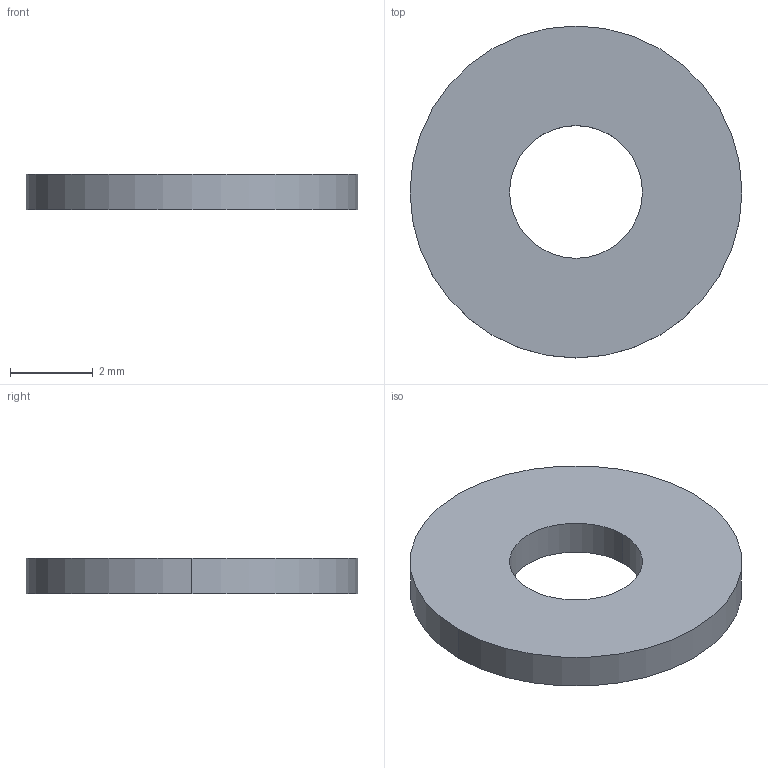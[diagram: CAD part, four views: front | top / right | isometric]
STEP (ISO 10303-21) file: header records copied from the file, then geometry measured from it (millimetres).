
FILE_DESCRIPTION (( 'STEP AP214' ), '1' );
FILE_NAME ('40234-F_TXP-Gripper Pivot Washer.STEP', '2017-03-28T20:29:49', ( '' ), ( '' ), 'SwSTEP 2.0', 'SolidWorks 2016', '' );
FILE_SCHEMA (( 'AUTOMOTIVE_DESIGN' ));
Length unit declared in the file: millimetre
Products named in the file (2): 40234-F_TXP-Gripper Pivot Washer
Bounding box: 8 x 8 x 0.85 mm (x, y, z)
Volume: 35.9 mm3; surface area: 114.4 mm2
Topology: 1 solids, 1 shells, 6 faces, 12 edges, 8 vertices
Faces by surface type: cylinder 4, plane 2
Entity records: 283 total; most frequent: DIRECTION 36, CARTESIAN_POINT 28, ORIENTED_EDGE 24, AXIS2_PLACEMENT_3D 16, EDGE_CURVE 12, UNCERTAINTY_MEASURE_WITH_UNIT 9, COLOUR_RGB 8, FILL_AREA_STYLE_COLOUR 8
